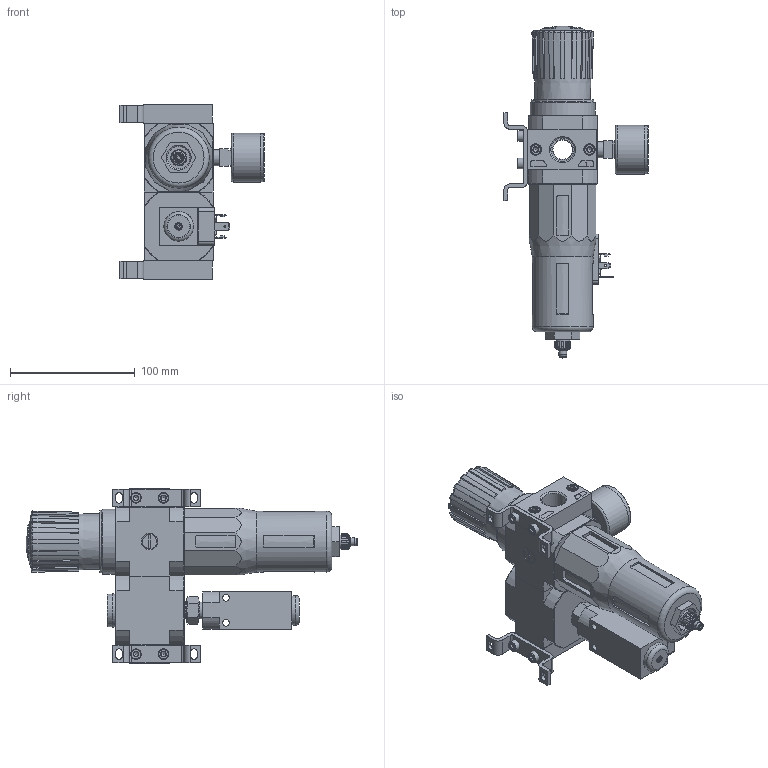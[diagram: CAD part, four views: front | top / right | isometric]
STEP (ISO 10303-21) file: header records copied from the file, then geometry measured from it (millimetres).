
FILE_DESCRIPTION(/* description */ ('STEP AP214'),/* implementation_level */ '2;1');
FILE_NAME(/* name */ '185763_LFR-1_2-D-MIDI-KE',/* time_stamp */ '2024-09-03T18:44:48+02:00',/* author */ ('License CC BY-ND 4.0'),/* organization */ ('CADENAS'),/* preprocessor_version */ 'ST-DEVELOPER v19.3',/* originating_system */ 'PARTsolutions',/* authorisation */ ' ');
FILE_SCHEMA (('AUTOMOTIVE_DESIGN {1 0 10303 214 3 1 1}'));
Length unit declared in the file: millimetre
Products named in the file (16): 185763 LFR-1/2-D-MIDI-KE; 380301 PBL-1/2-D-MIDI-L---(1) p1; DIN-912 - M5x18(F); 159593 HFOE-D-MIDI/MAXI-P1; DIN-912 - M5x10(F); 380303 PBL-1/2-D-MIDI-R---(0) p1; 120518 LFR-D-MIDI--(0); 8003639 PAGN-40-16-G14; 373846 LR-MIDI; 648415 LF; 724702 FRM-...-D-MIDI; 151521 ESK-1/4-1/4; 175250 PEV-1/4-B-OD; DIN-908 G1/2A; 531774 OK-1/2; 351358 FRB-D-MIDI
Assembly tree (23 placements, depth 2):
  185763 LFR-1/2-D-MIDI-KE
    380301 PBL-1/2-D-MIDI-L---(1) p1
    DIN-912 - M5x18(F)  x4
    159593 HFOE-D-MIDI/MAXI-P1  x2
    DIN-912 - M5x10(F)  x4
    380303 PBL-1/2-D-MIDI-R---(0) p1
    120518 LFR-D-MIDI--(0)
    8003639 PAGN-40-16-G14
    373846 LR-MIDI
    648415 LF
    724702 FRM-...-D-MIDI
    151521 ESK-1/4-1/4
    175250 PEV-1/4-B-OD
    DIN-908 G1/2A
    531774 OK-1/2
    351358 FRB-D-MIDI  x2
Bounding box: 115.35 x 265.7 x 140 mm (x, y, z)
Volume: 812848 mm3; surface area: 139374.3 mm2
Topology: 23 solids, 24 shells, 1215 faces, 2935 edges, 1853 vertices
Faces by surface type: plane 692, cylinder 242, cone 217, torus 57, sphere 7
Full cylindrical faces by diameter (mm): 1.65 x4, 2.459 x1, 3 x1, 3.7 x2, 4.134 x10, 5 x11, 5.3 x6, 5.6 x2, 6 x4, 6.3 x1, 6.4 x1, 6.8 x1, 6.93 x1, 7 x2, 7.1 x1, 8.5 x8, 8.7 x1, 9 x1, 9.6 x1, 11 x1, 11.2 x2, 11.445 x4, 12.4 x1, 12.6 x1, 13.157 x2, 13.482 x2, 15.6 x1, 16 x1, 18 x1, 18.631 x3
Entity records: 33952 total; most frequent: CARTESIAN_POINT 6144, DIRECTION 4786, ORIENTED_EDGE 4578, EDGE_CURVE 2289, AXIS2_PLACEMENT_3D 1795, VERTEX_POINT 1584, FACE_BOUND 1323, EDGE_LOOP 1314
